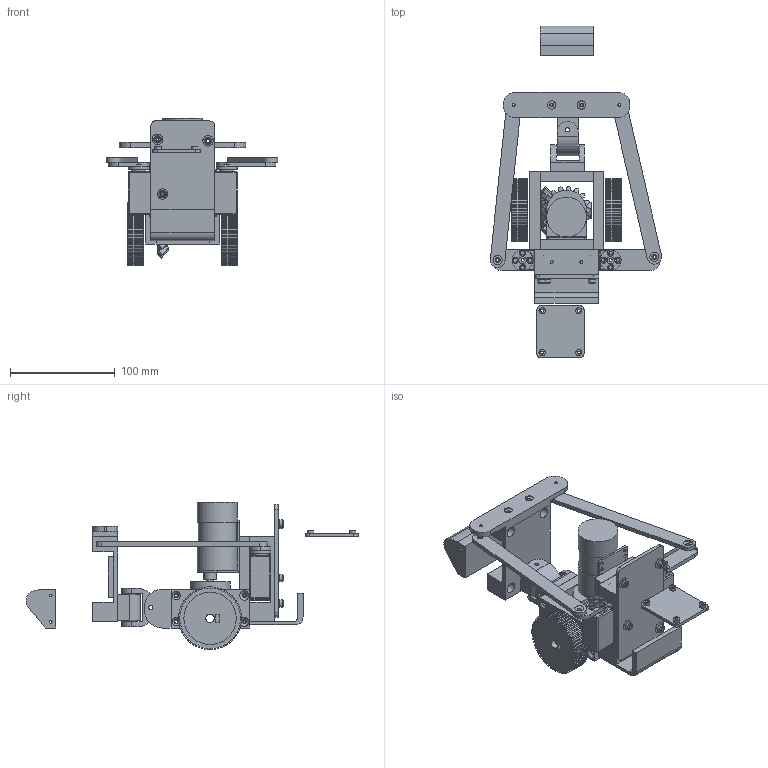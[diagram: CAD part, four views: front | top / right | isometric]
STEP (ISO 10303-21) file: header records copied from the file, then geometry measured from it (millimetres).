
FILE_DESCRIPTION(/* description */ (''),/* implementation_level */ '2;1');
FILE_NAME(/* name */ 'c73ff25f-59ab-40e2-b102-2f5106bdd9a8.stp',/* time_stamp */ '2022-01-21T11:41:21+00:00',/* author */ (''),/* organization */ (''),/* preprocessor_version */ 'ST-DEVELOPER v18.1',/* originating_system */ 'Autodesk Translation Framework v10.13.0.1454',/* authorisation */ '');
FILE_SCHEMA (('AUTOMOTIVE_DESIGN { 1 0 10303 214 3 1 1 }'));
Products named in the file (6): snake01; servo v3 v1; servo v3 v1(Mirror); Motor v1 v1; bevel; ArduinoMEGA v1
Assembly tree (5 placements, depth 2):
  snake01
    servo v3 v1
    servo v3 v1(Mirror)
    Motor v1 v1
    bevel
    ArduinoMEGA v1
Bounding box: 163.56 x 316.83 x 140.75 mm (x, y, z)
Volume: 653048.5 mm3; surface area: 239299.7 mm2
Topology: 31 solids, 31 shells, 1403 faces, 3669 edges, 2365 vertices
Faces by surface type: plane 625, cylinder 376, bspline 246, cone 132, sphere 24
Full cylindrical faces by diameter (mm): 2.8 x36, 2.9 x4, 3 x18, 3.4 x4, 3.8 x14, 3.9 x4, 4 x10, 4.5 x6, 4.6 x2, 4.8 x2, 6 x8, 6.2 x1, 7 x6, 8 x3, 10 x8, 12 x3, 14 x2, 15 x1, 20 x2, 36 x1, 38 x2, 38.081 x1, 55 x4
Entity records: 49551 total; most frequent: CARTESIAN_POINT 15956, ORIENTED_EDGE 7342, DIRECTION 6136, EDGE_CURVE 3671, VERTEX_POINT 2365, AXIS2_PLACEMENT_3D 2094, LINE 1948, VECTOR 1948
